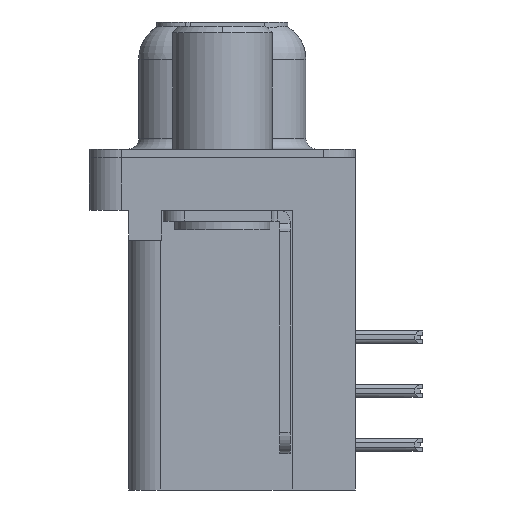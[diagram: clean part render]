
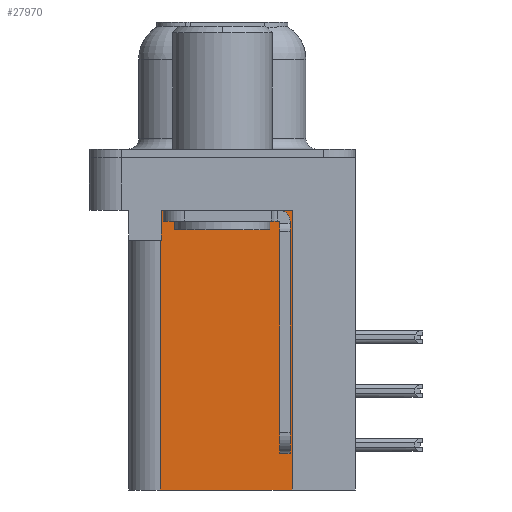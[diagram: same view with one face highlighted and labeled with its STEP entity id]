
A CAD part, left-side view. The second image highlights one B-rep face of the part: STEP entity #27970.
In plain terms, the highlighted planar face has unit normal (-1, 0, 0).
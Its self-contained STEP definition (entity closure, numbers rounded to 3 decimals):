
#1501 = EDGE_CURVE ( 'NONE', #22249, #31158, #11068, .T. ) ;
#2292 = VECTOR ( 'NONE', #27252, 1000. ) ;
#3168 = ORIENTED_EDGE ( 'NONE', *, *, #18511, .T. ) ;
#3805 = EDGE_LOOP ( 'NONE', ( #3168, #14273, #9483, #18036, #16864, #30881 ) ) ;
#4737 = FACE_OUTER_BOUND ( 'NONE', #3805, .T. ) ;
#5766 = PLANE ( 'NONE',  #24040 ) ;
#6242 = CARTESIAN_POINT ( 'NONE',  ( 3.765, -3.295, -15.7 ) ) ;
#7386 = LINE ( 'NONE', #10676, #21610 ) ;
#8474 = CARTESIAN_POINT ( 'NONE',  ( 3.765, 2.925, -15.7 ) ) ;
#9483 = ORIENTED_EDGE ( 'NONE', *, *, #20876, .T. ) ;
#9747 = DIRECTION ( 'NONE',  ( 0., 0., 1. ) ) ;
#10676 = CARTESIAN_POINT ( 'NONE',  ( 3.765, 2.895, -3.9 ) ) ;
#11068 = LINE ( 'NONE', #8474, #17722 ) ;
#11782 = CARTESIAN_POINT ( 'NONE',  ( 3.765, -3.295, -15.7 ) ) ;
#12783 = CARTESIAN_POINT ( 'NONE',  ( 3.765, 2.925, -3.9 ) ) ;
#13674 = VERTEX_POINT ( 'NONE', #33436 ) ;
#14273 = ORIENTED_EDGE ( 'NONE', *, *, #24409, .T. ) ;
#14411 = DIRECTION ( 'NONE',  ( 1., 0., 0. ) ) ;
#14765 = DIRECTION ( 'NONE',  ( 0., 0., 1. ) ) ;
#15904 = VECTOR ( 'NONE', #16105, 1000. ) ;
#16105 = DIRECTION ( 'NONE',  ( 0., 1., 0. ) ) ;
#16864 = ORIENTED_EDGE ( 'NONE', *, *, #36381, .F. ) ;
#17045 = VERTEX_POINT ( 'NONE', #17514 ) ;
#17140 = CARTESIAN_POINT ( 'NONE',  ( 3.765, -3.295, -15.7 ) ) ;
#17497 = LINE ( 'NONE', #18687, #2292 ) ;
#17514 = CARTESIAN_POINT ( 'NONE',  ( 3.765, 2.895, -3.9 ) ) ;
#17722 = VECTOR ( 'NONE', #9747, 1000. ) ;
#18009 = VERTEX_POINT ( 'NONE', #20120 ) ;
#18036 = ORIENTED_EDGE ( 'NONE', *, *, #1501, .F. ) ;
#18511 = EDGE_CURVE ( 'NONE', #18009, #13674, #30892, .T. ) ;
#18687 = CARTESIAN_POINT ( 'NONE',  ( 3.765, -3.295, -15.7 ) ) ;
#20120 = CARTESIAN_POINT ( 'NONE',  ( 3.765, -3.295, -2.5 ) ) ;
#20876 = EDGE_CURVE ( 'NONE', #17045, #31158, #34629, .T. ) ;
#21610 = VECTOR ( 'NONE', #24889, 1000. ) ;
#22249 = VERTEX_POINT ( 'NONE', #26735 ) ;
#24040 = AXIS2_PLACEMENT_3D ( 'NONE', #17140, #14411, #34191 ) ;
#24409 = EDGE_CURVE ( 'NONE', #13674, #17045, #7386, .T. ) ;
#24460 = VERTEX_POINT ( 'NONE', #6242 ) ;
#24889 = DIRECTION ( 'NONE',  ( 0., 0., -1. ) ) ;
#25531 = LINE ( 'NONE', #11782, #33894 ) ;
#26735 = CARTESIAN_POINT ( 'NONE',  ( 3.765, 2.925, -15.7 ) ) ;
#27128 = VECTOR ( 'NONE', #28599, 1000. ) ;
#27252 = DIRECTION ( 'NONE',  ( 0., 1., 0. ) ) ;
#27970 = ADVANCED_FACE ( 'NONE', ( #4737 ), #5766, .F. ) ;
#28599 = DIRECTION ( 'NONE',  ( 0., 1., 0. ) ) ;
#30881 = ORIENTED_EDGE ( 'NONE', *, *, #36166, .T. ) ;
#30892 = LINE ( 'NONE', #35885, #15904 ) ;
#31158 = VERTEX_POINT ( 'NONE', #12783 ) ;
#33436 = CARTESIAN_POINT ( 'NONE',  ( 3.765, 2.895, -2.5 ) ) ;
#33894 = VECTOR ( 'NONE', #14765, 1000. ) ;
#34191 = DIRECTION ( 'NONE',  ( 0., 0., -1. ) ) ;
#34629 = LINE ( 'NONE', #36860, #27128 ) ;
#35885 = CARTESIAN_POINT ( 'NONE',  ( 3.765, -3.295, -2.5 ) ) ;
#36166 = EDGE_CURVE ( 'NONE', #24460, #18009, #25531, .T. ) ;
#36381 = EDGE_CURVE ( 'NONE', #24460, #22249, #17497, .T. ) ;
#36860 = CARTESIAN_POINT ( 'NONE',  ( 3.765, 0., -3.9 ) ) ;
